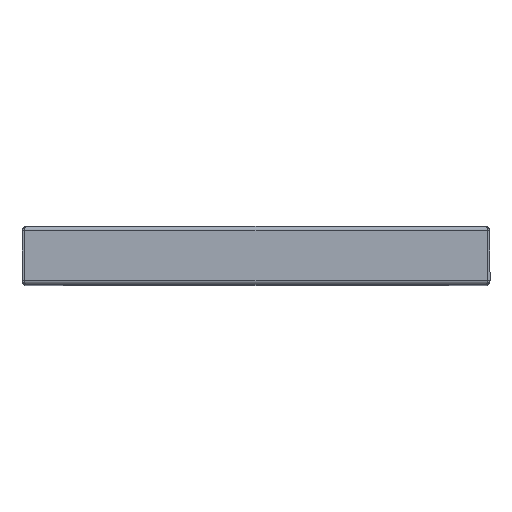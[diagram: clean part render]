
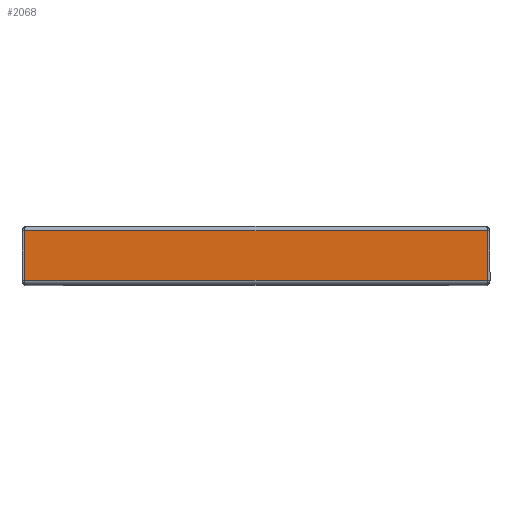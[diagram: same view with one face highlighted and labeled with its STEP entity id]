
A CAD part, top view. The second image highlights one B-rep face of the part: STEP entity #2068.
In plain terms, the highlighted planar face has unit normal (0, 0, 1).
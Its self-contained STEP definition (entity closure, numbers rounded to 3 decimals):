
#23 = CARTESIAN_POINT ( 'NONE',  ( 395.25, 42., 0. ) ) ;
#28 = DIRECTION ( 'NONE',  ( -1., 0., 0. ) ) ;
#179 = EDGE_CURVE ( 'NONE', #1534, #1723, #1745, .T. ) ;
#268 = VECTOR ( 'NONE', #28, 1000. ) ;
#316 = CARTESIAN_POINT ( 'NONE',  ( -395.25, -50., 0. ) ) ;
#404 = VERTEX_POINT ( 'NONE', #23 ) ;
#424 = LINE ( 'NONE', #2231, #268 ) ;
#461 = AXIS2_PLACEMENT_3D ( 'NONE', #965, #724, #2425 ) ;
#546 = CARTESIAN_POINT ( 'NONE',  ( -395.25, 42., 0. ) ) ;
#569 = CARTESIAN_POINT ( 'NONE',  ( -395.25, -42., 0. ) ) ;
#596 = CARTESIAN_POINT ( 'NONE',  ( -395.25, -42., 0. ) ) ;
#724 = DIRECTION ( 'NONE',  ( 0., 0., 1. ) ) ;
#798 = LINE ( 'NONE', #569, #1248 ) ;
#963 = CARTESIAN_POINT ( 'NONE',  ( 395.25, -50., 0. ) ) ;
#965 = CARTESIAN_POINT ( 'NONE',  ( 0., 0., 0. ) ) ;
#1131 = ORIENTED_EDGE ( 'NONE', *, *, #2722, .T. ) ;
#1248 = VECTOR ( 'NONE', #2758, 1000. ) ;
#1534 = VERTEX_POINT ( 'NONE', #546 ) ;
#1536 = VECTOR ( 'NONE', #2813, 1000. ) ;
#1700 = ORIENTED_EDGE ( 'NONE', *, *, #179, .T. ) ;
#1723 = VERTEX_POINT ( 'NONE', #596 ) ;
#1745 = LINE ( 'NONE', #316, #3087 ) ;
#1802 = EDGE_LOOP ( 'NONE', ( #1700, #3024, #1131, #3120 ) ) ;
#2068 = ADVANCED_FACE ( 'NONE', ( #2366 ), #2409, .T. ) ;
#2231 = CARTESIAN_POINT ( 'NONE',  ( 395.25, 42., 0. ) ) ;
#2366 = FACE_OUTER_BOUND ( 'NONE', #1802, .T. ) ;
#2406 = CARTESIAN_POINT ( 'NONE',  ( 395.25, -42., 0. ) ) ;
#2409 = PLANE ( 'NONE',  #461 ) ;
#2425 = DIRECTION ( 'NONE',  ( 1., 0., 0. ) ) ;
#2530 = DIRECTION ( 'NONE',  ( 0., -1., 0. ) ) ;
#2597 = LINE ( 'NONE', #963, #1536 ) ;
#2598 = VERTEX_POINT ( 'NONE', #2406 ) ;
#2722 = EDGE_CURVE ( 'NONE', #2598, #404, #2597, .T. ) ;
#2740 = EDGE_CURVE ( 'NONE', #404, #1534, #424, .T. ) ;
#2758 = DIRECTION ( 'NONE',  ( 1., 0., 0. ) ) ;
#2813 = DIRECTION ( 'NONE',  ( 0., 1., 0. ) ) ;
#3024 = ORIENTED_EDGE ( 'NONE', *, *, #3147, .T. ) ;
#3087 = VECTOR ( 'NONE', #2530, 1000. ) ;
#3120 = ORIENTED_EDGE ( 'NONE', *, *, #2740, .T. ) ;
#3147 = EDGE_CURVE ( 'NONE', #1723, #2598, #798, .T. ) ;
